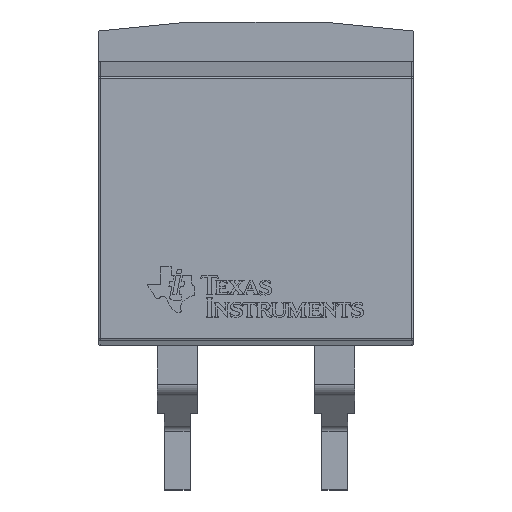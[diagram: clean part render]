
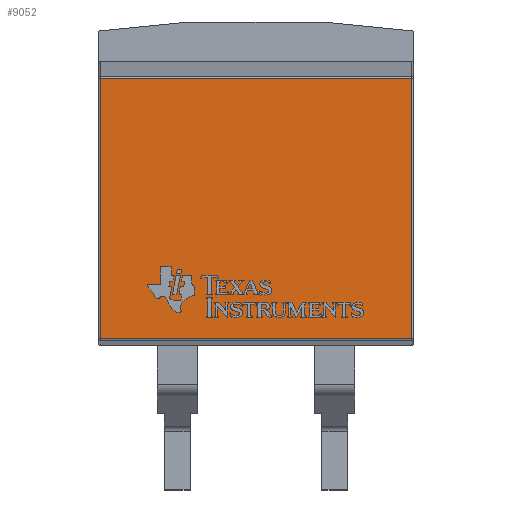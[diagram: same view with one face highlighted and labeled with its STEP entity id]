
A CAD part, top view. The second image highlights one B-rep face of the part: STEP entity #9052.
In plain terms, the highlighted planar face has unit normal (0, 0, 1).
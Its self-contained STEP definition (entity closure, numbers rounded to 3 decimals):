
#649=FACE_OUTER_BOUND('',#1161,.T.);
#1161=EDGE_LOOP('',(#6110,#6111,#6112,#6113));
#1673=LINE('',#11995,#2669);
#1674=LINE('',#12011,#2670);
#1677=LINE('',#12015,#2673);
#1680=LINE('',#12023,#2676);
#2669=VECTOR('',#10173,10.);
#2670=VECTOR('',#10192,10.);
#2673=VECTOR('',#10197,10.);
#2676=VECTOR('',#10206,10.);
#3707=VERTEX_POINT('',#11983);
#3710=VERTEX_POINT('',#11990);
#3713=VERTEX_POINT('',#12000);
#3716=VERTEX_POINT('',#12007);
#4633=EDGE_CURVE('',#3707,#3710,#1673,.T.);
#4640=EDGE_CURVE('',#3710,#3716,#1674,.T.);
#4643=EDGE_CURVE('',#3716,#3713,#1677,.T.);
#4647=EDGE_CURVE('',#3713,#3707,#1680,.T.);
#6110=ORIENTED_EDGE('',*,*,#4633,.F.);
#6111=ORIENTED_EDGE('',*,*,#4647,.F.);
#6112=ORIENTED_EDGE('',*,*,#4643,.F.);
#6113=ORIENTED_EDGE('',*,*,#4640,.F.);
#8714=PLANE('',#9712);
#9052=ADVANCED_FACE('',(#649),#8714,.T.);
#9712=AXIS2_PLACEMENT_3D('',#12063,#10256,#10257);
#10173=DIRECTION('',(1.,0.,0.));
#10192=DIRECTION('',(0.,-1.,0.));
#10197=DIRECTION('',(-1.,0.,0.));
#10206=DIRECTION('',(0.,1.,0.));
#10256=DIRECTION('center_axis',(0.,0.,1.));
#10257=DIRECTION('ref_axis',(1.,0.,0.));
#11983=CARTESIAN_POINT('',(-5.03,5.721,4.95));
#11990=CARTESIAN_POINT('',(5.03,5.721,4.95));
#11995=CARTESIAN_POINT('',(1.27,5.721,4.95));
#12000=CARTESIAN_POINT('',(-5.03,-2.682,4.95));
#12007=CARTESIAN_POINT('',(5.03,-2.682,4.95));
#12011=CARTESIAN_POINT('',(5.03,-0.597,4.95));
#12015=CARTESIAN_POINT('',(-1.27,-2.682,4.95));
#12023=CARTESIAN_POINT('',(-5.03,3.978,4.95));
#12063=CARTESIAN_POINT('Origin',(0.,1.69,4.95));
